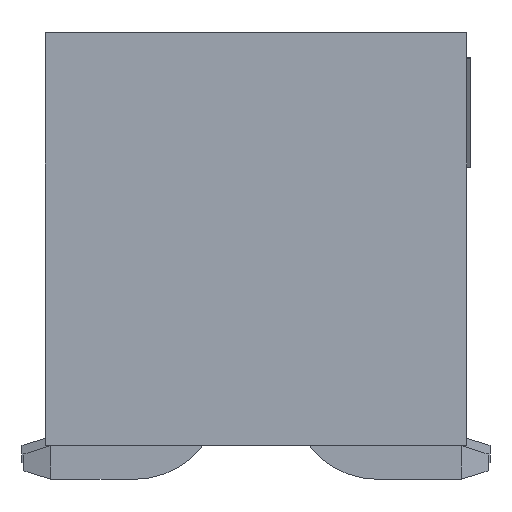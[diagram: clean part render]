
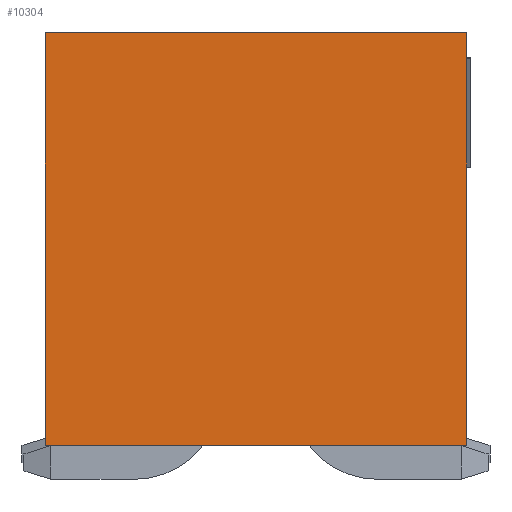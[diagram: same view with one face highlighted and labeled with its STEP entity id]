
A CAD part, left-side view. The second image highlights one B-rep face of the part: STEP entity #10304.
In plain terms, the highlighted planar face has unit normal (-1, 0, 0).
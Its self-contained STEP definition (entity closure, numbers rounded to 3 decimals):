
#1527=ORIENTED_EDGE('',*,*,#2986,.F.);
#1528=ORIENTED_EDGE('',*,*,#2964,.F.);
#1529=ORIENTED_EDGE('',*,*,#2393,.T.);
#1530=ORIENTED_EDGE('',*,*,#3180,.T.);
#2393=EDGE_CURVE('',#3510,#3509,#4229,.T.);
#2964=EDGE_CURVE('',#3510,#3910,#4800,.T.);
#2986=EDGE_CURVE('',#3910,#3917,#4822,.T.);
#3180=EDGE_CURVE('',#3509,#3917,#5016,.T.);
#3509=VERTEX_POINT('',#12831);
#3510=VERTEX_POINT('',#12833);
#3910=VERTEX_POINT('',#13959);
#3917=VERTEX_POINT('',#13989);
#4229=LINE('',#12832,#5341);
#4800=LINE('',#13958,#5912);
#4822=LINE('',#13988,#5934);
#5016=LINE('',#14374,#6128);
#5341=VECTOR('',#10898,1000.);
#5912=VECTOR('',#11779,1000.);
#5934=VECTOR('',#11803,1000.);
#6128=VECTOR('',#12097,1000.);
#6682=EDGE_LOOP('',(#1527,#1528,#1529,#1530));
#7084=FACE_BOUND('',#6682,.T.);
#7455=PLANE('',#10686);
#10304=ADVANCED_FACE('',(#7084),#7455,.T.);
#10686=AXIS2_PLACEMENT_3D('',#14375,#12098,#12099);
#10898=DIRECTION('',(0.,0.,1.));
#11779=DIRECTION('',(0.,1.,0.));
#11803=DIRECTION('',(0.,0.,1.));
#12097=DIRECTION('',(0.,1.,0.));
#12098=DIRECTION('',(-1.,0.,0.));
#12099=DIRECTION('',(0.,0.,1.));
#12831=CARTESIAN_POINT('',(-12.7,-2.5,2.45));
#12832=CARTESIAN_POINT('',(-12.7,-2.5,-2.45));
#12833=CARTESIAN_POINT('',(-12.7,-2.5,-2.45));
#13958=CARTESIAN_POINT('',(-12.7,-2.5,-2.45));
#13959=CARTESIAN_POINT('',(-12.7,2.5,-2.45));
#13988=CARTESIAN_POINT('',(-12.7,2.5,-2.45));
#13989=CARTESIAN_POINT('',(-12.7,2.5,2.45));
#14374=CARTESIAN_POINT('',(-12.7,-2.5,2.45));
#14375=CARTESIAN_POINT('',(-12.7,-2.5,-2.45));
